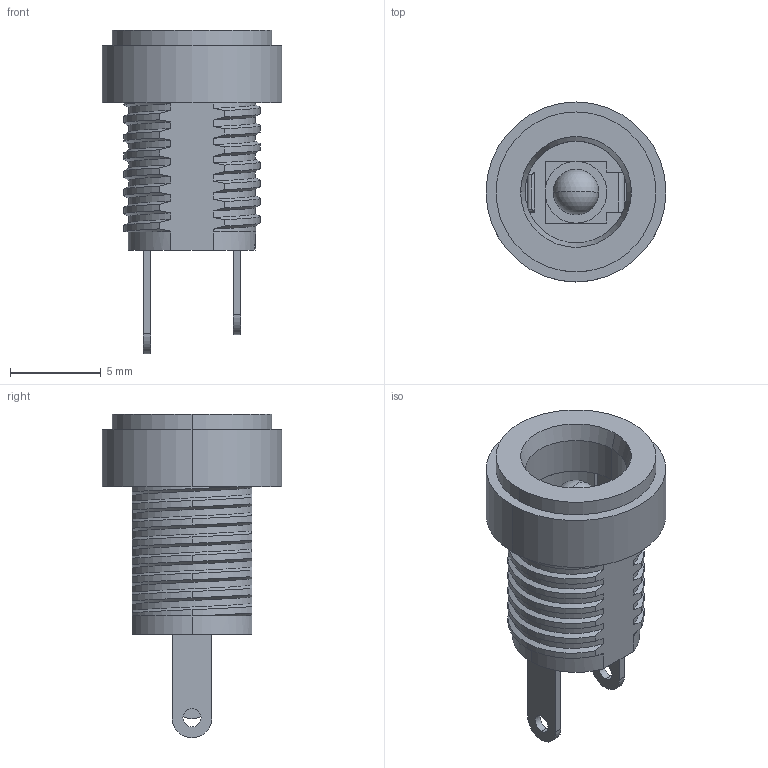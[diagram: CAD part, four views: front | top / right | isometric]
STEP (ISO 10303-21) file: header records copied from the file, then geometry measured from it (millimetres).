
FILE_DESCRIPTION (( 'STEP AP214' ), '1' );
FILE_NAME ('Jack_2.5_ST.STEP', '2024-01-21T22:17:53', ( '' ), ( '' ), 'SwSTEP 2.0', 'SolidWorks 2022', '' );
FILE_SCHEMA (( 'AUTOMOTIVE_DESIGN' ));
Length unit declared in the file: millimetre
Products named in the file (1): Jack_2.5_ST
Bounding box: 9.9 x 9.9 x 17.8 mm (x, y, z)
Volume: 402.4 mm3; surface area: 1053.2 mm2
Topology: 4 solids, 4 shells, 205 faces, 554 edges, 363 vertices
Faces by surface type: bspline 67, cylinder 64, plane 64, sphere 4, torus 4, cone 2
Entity records: 22030 total; most frequent: CARTESIAN_POINT 17535, ORIENTED_EDGE 1100, DIRECTION 697, EDGE_CURVE 550, VERTEX_POINT 361, AXIS2_PLACEMENT_3D 243, EDGE_LOOP 225, LINE 211
